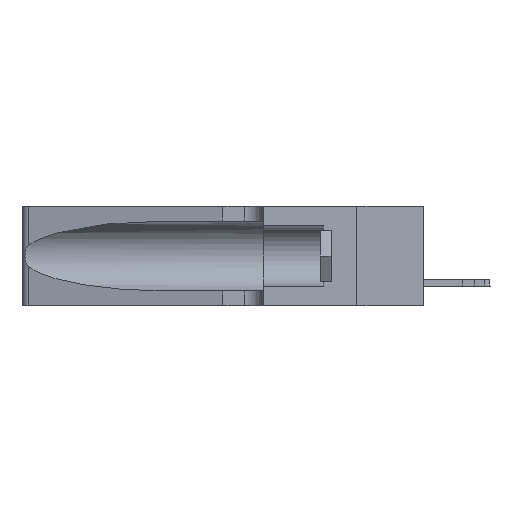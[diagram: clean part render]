
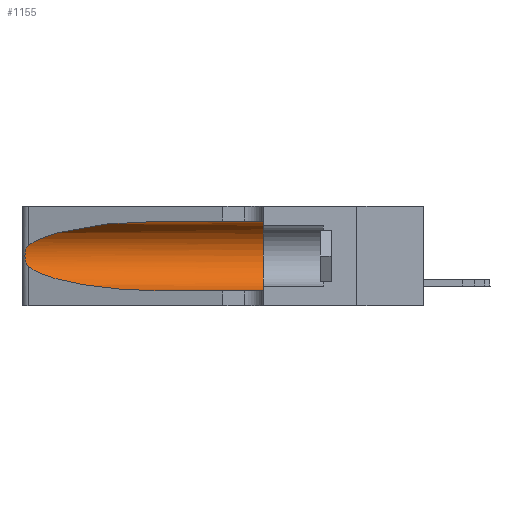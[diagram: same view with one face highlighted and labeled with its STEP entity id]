
A CAD part, left-side view. The second image highlights one B-rep face of the part: STEP entity #1155.
In plain terms, the highlighted cylindrical face has radius 3.308 mm (diameter 6.617 mm), a partial arc.
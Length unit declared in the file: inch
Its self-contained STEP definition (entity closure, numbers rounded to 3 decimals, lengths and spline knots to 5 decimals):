
#294 = CARTESIAN_POINT ( 'NONE',  ( 0.1305, 1.61858, 0.31525 ) ) ;
#963 = EDGE_LOOP ( 'NONE', ( #33852, #5821, #10375, #33126, #25679, #10670 ) ) ;
#1155 = ADVANCED_FACE ( 'NONE', ( #30514 ), #6865, .F. ) ;
#3210 = CARTESIAN_POINT ( 'NONE',  ( 0.26018, 1.23835, 0.19895 ) ) ;
#3548 = CARTESIAN_POINT ( 'NONE',  ( 0.25639, 1.23184, 0.21858 ) ) ;
#3788 =( BOUNDED_CURVE ( )  B_SPLINE_CURVE ( 3, ( #18757, #20042, #35016, #32232 ),
 .UNSPECIFIED., .F., .T. ) 
 B_SPLINE_CURVE_WITH_KNOTS ( ( 4, 4 ),
 ( 1.5708, 2.84003 ),
 .UNSPECIFIED. ) 
 CURVE ( )  GEOMETRIC_REPRESENTATION_ITEM ( )  RATIONAL_B_SPLINE_CURVE ( ( 1., 0.87, 0.87, 1. ) ) 
 REPRESENTATION_ITEM ( '' )  );
#5821 = ORIENTED_EDGE ( 'NONE', *, *, #18835, .T. ) ;
#5886 = CARTESIAN_POINT ( 'NONE',  ( 0.25787, 1.23484, 0.2124 ) ) ;
#5994 = CARTESIAN_POINT ( 'NONE',  ( 0.26075, 1.23896, 0.178 ) ) ;
#6033 = VERTEX_POINT ( 'NONE', #30184 ) ;
#6575 = CARTESIAN_POINT ( 'NONE',  ( 0.1305, 1.61858, 0.05475 ) ) ;
#6600 = EDGE_CURVE ( 'NONE', #34062, #28214, #22691, .T. ) ;
#6865 = CYLINDRICAL_SURFACE ( 'NONE', #23605, 0.13025 ) ;
#7970 = CARTESIAN_POINT ( 'NONE',  ( 0.1305, 0.35, 0.185 ) ) ;
#9469 = CARTESIAN_POINT ( 'NONE',  ( 0.25487, 1.22718, 0.22369 ) ) ;
#10375 = ORIENTED_EDGE ( 'NONE', *, *, #12033, .T. ) ;
#10670 = ORIENTED_EDGE ( 'NONE', *, *, #25133, .F. ) ;
#11606 = CARTESIAN_POINT ( 'NONE',  ( 0.25856, 1.23593, 0.16098 ) ) ;
#11680 = VERTEX_POINT ( 'NONE', #31675 ) ;
#11783 = CARTESIAN_POINT ( 'NONE',  ( 0.2373, 1.15595, 0.08982 ) ) ;
#11953 = CARTESIAN_POINT ( 'NONE',  ( 0.25639, 1.23186, 0.15144 ) ) ;
#12033 = EDGE_CURVE ( 'NONE', #22261, #34062, #16577, .T. ) ;
#14176 = CIRCLE ( 'NONE', #21773, 0.13025 ) ;
#14188 = CARTESIAN_POINT ( 'NONE',  ( 0.25555, 1.22993, 0.14849 ) ) ;
#15206 = CARTESIAN_POINT ( 'NONE',  ( 0.1305, 0.72297, 0.05475 ) ) ;
#16268 = DIRECTION ( 'NONE',  ( 0., 0., 1. ) ) ;
#16577 =( BOUNDED_CURVE ( )  B_SPLINE_CURVE ( 3, ( #28560, #11783, #28689, #15206 ),
 .UNSPECIFIED., .F., .F. ) 
 B_SPLINE_CURVE_WITH_KNOTS ( ( 4, 4 ),
 ( 3.44316, 4.71239 ),
 .UNSPECIFIED. ) 
 CURVE ( )  GEOMETRIC_REPRESENTATION_ITEM ( )  RATIONAL_B_SPLINE_CURVE ( ( 1., 0.87, 0.87, 1. ) ) 
 REPRESENTATION_ITEM ( '' )  );
#17444 = CARTESIAN_POINT ( 'NONE',  ( 0.25555, 1.22994, 0.2215 ) ) ;
#18218 = CARTESIAN_POINT ( 'NONE',  ( 0.1305, 0.35, 0.05475 ) ) ;
#18757 = CARTESIAN_POINT ( 'NONE',  ( 0.1305, 0.72297, 0.31525 ) ) ;
#18835 = EDGE_CURVE ( 'NONE', #27180, #22261, #36050, .T. ) ;
#19892 = DIRECTION ( 'NONE',  ( 0., -1., 0. ) ) ;
#20042 = CARTESIAN_POINT ( 'NONE',  ( 0.18966, 0.96281, 0.31525 ) ) ;
#21773 = AXIS2_PLACEMENT_3D ( 'NONE', #7970, #22024, #16268 ) ;
#22024 = DIRECTION ( 'NONE',  ( 0., 1., 0. ) ) ;
#22181 = LINE ( 'NONE', #294, #26481 ) ;
#22261 = VERTEX_POINT ( 'NONE', #32732 ) ;
#22691 = LINE ( 'NONE', #6575, #29240 ) ;
#22756 = CARTESIAN_POINT ( 'NONE',  ( 0.26075, 1.23896, 0.19203 ) ) ;
#22864 = CARTESIAN_POINT ( 'NONE',  ( 0.1305, 1.61858, 0.185 ) ) ;
#22871 = CARTESIAN_POINT ( 'NONE',  ( 0.25487, 1.22718, 0.14631 ) ) ;
#23605 = AXIS2_PLACEMENT_3D ( 'NONE', #22864, #19892, #33839 ) ;
#24304 = CARTESIAN_POINT ( 'NONE',  ( 0.1305, 0.72297, 0.05475 ) ) ;
#24690 = EDGE_CURVE ( 'NONE', #11680, #27180, #3788, .T. ) ;
#25133 = EDGE_CURVE ( 'NONE', #11680, #6033, #22181, .T. ) ;
#25657 = CARTESIAN_POINT ( 'NONE',  ( 0.26017, 1.23833, 0.17102 ) ) ;
#25679 = ORIENTED_EDGE ( 'NONE', *, *, #29421, .F. ) ;
#25890 = CARTESIAN_POINT ( 'NONE',  ( 0.25854, 1.2359, 0.20912 ) ) ;
#26371 = DIRECTION ( 'NONE',  ( 0., -1., 0. ) ) ;
#26481 = VECTOR ( 'NONE', #32620, 39.37008 ) ;
#27180 = VERTEX_POINT ( 'NONE', #34698 ) ;
#28214 = VERTEX_POINT ( 'NONE', #18218 ) ;
#28560 = CARTESIAN_POINT ( 'NONE',  ( 0.25487, 1.22718, 0.14631 ) ) ;
#28689 = CARTESIAN_POINT ( 'NONE',  ( 0.18966, 0.96281, 0.05475 ) ) ;
#28737 = CARTESIAN_POINT ( 'NONE',  ( 0.25789, 1.23486, 0.15765 ) ) ;
#29240 = VECTOR ( 'NONE', #26371, 39.37008 ) ;
#29421 = EDGE_CURVE ( 'NONE', #6033, #28214, #14176, .T. ) ;
#30184 = CARTESIAN_POINT ( 'NONE',  ( 0.1305, 0.35, 0.31525 ) ) ;
#30514 = FACE_OUTER_BOUND ( 'NONE', #963, .T. ) ;
#31675 = CARTESIAN_POINT ( 'NONE',  ( 0.1305, 0.72297, 0.31525 ) ) ;
#32232 = CARTESIAN_POINT ( 'NONE',  ( 0.25487, 1.22718, 0.22369 ) ) ;
#32620 = DIRECTION ( 'NONE',  ( 0., -1., 0. ) ) ;
#32732 = CARTESIAN_POINT ( 'NONE',  ( 0.25487, 1.22718, 0.14631 ) ) ;
#33126 = ORIENTED_EDGE ( 'NONE', *, *, #6600, .T. ) ;
#33839 = DIRECTION ( 'NONE',  ( 0., 0., -1. ) ) ;
#33852 = ORIENTED_EDGE ( 'NONE', *, *, #24690, .T. ) ;
#34062 = VERTEX_POINT ( 'NONE', #24304 ) ;
#34698 = CARTESIAN_POINT ( 'NONE',  ( 0.25487, 1.22718, 0.22369 ) ) ;
#35016 = CARTESIAN_POINT ( 'NONE',  ( 0.2373, 1.15595, 0.28018 ) ) ;
#36050 = B_SPLINE_CURVE_WITH_KNOTS ( 'NONE', 3,
 ( #9469, #17444, #3548, #5886, #25890, #3210, #22756, #5994, #25657, #11606, #28737, #11953, #14188, #22871 ),
 .UNSPECIFIED., .F., .F.,
 ( 4, 2, 2, 2, 2, 2, 4 ),
 ( 0., 0.00027, 0.00053, 0.00107, 0.0016, 0.00187, 0.00214 ),
 .UNSPECIFIED. ) ;
